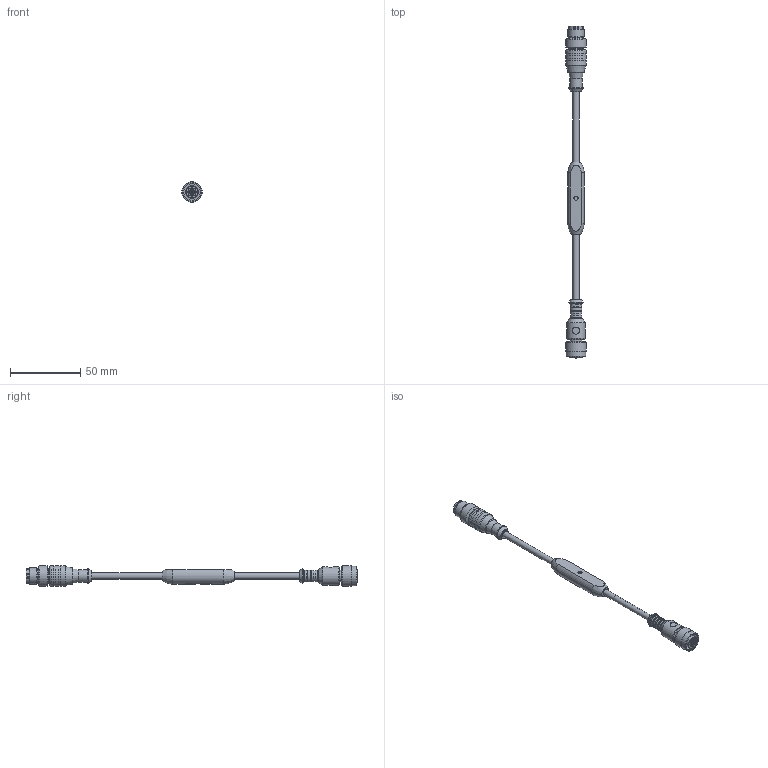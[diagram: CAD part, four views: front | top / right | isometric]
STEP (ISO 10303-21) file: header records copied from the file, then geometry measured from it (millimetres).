
FILE_DESCRIPTION(/* description */ ('DISO X xxx'),/* implementation_level */ '2;1');
FILE_NAME(/* name */ 'VKHM-Z.stp',/* time_stamp */ '2016-03-15T08:52:08+01:00',/* author */ ('lck'),/* organization */ ('di-soric GmbH & Co. KG'),/* preprocessor_version */ 'ST-DEVELOPER v16.1',/* originating_system */ 'Autodesk Inventor 2016',/* authorisation */ '');
FILE_SCHEMA (('AUTOMOTIVE_DESIGN { 1 0 10303 214 3 1 1 }'));
Length unit declared in the file: millimetre
Products named in the file (1): Bauteil3
Bounding box: 14.5 x 235.75 x 14.5 mm (x, y, z)
Volume: 14801.9 mm3; surface area: 9682.5 mm2
Topology: 1 solids, 7 shells, 250 faces, 532 edges, 340 vertices
Faces by surface type: plane 97, cylinder 94, torus 31, cone 22, bspline 6
Full cylindrical faces by diameter (mm): 1 x8, 1.03 x4, 1.433 x3, 1.72 x3, 2 x1, 3 x1, 4.3 x2, 5 x1, 5.05 x1, 7.5 x2, 8 x1, 8.3 x1, 8.5 x4, 8.8 x1, 9.4 x1, 10 x1, 10.3 x1, 10.7 x1, 10.773 x1, 12 x2, 13 x1, 14 x2, 14.2 x2, 14.5 x5
Entity records: 6975 total; most frequent: CARTESIAN_POINT 1485, DIRECTION 1172, ORIENTED_EDGE 870, AXIS2_PLACEMENT_3D 511, EDGE_CURVE 435, EDGE_LOOP 379, VERTEX_POINT 328, CIRCLE 264
